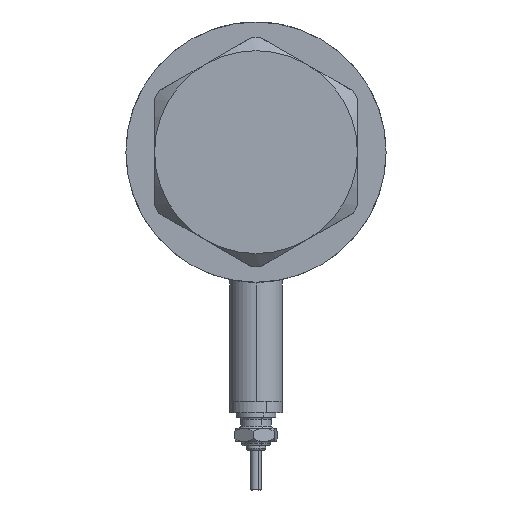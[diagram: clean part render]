
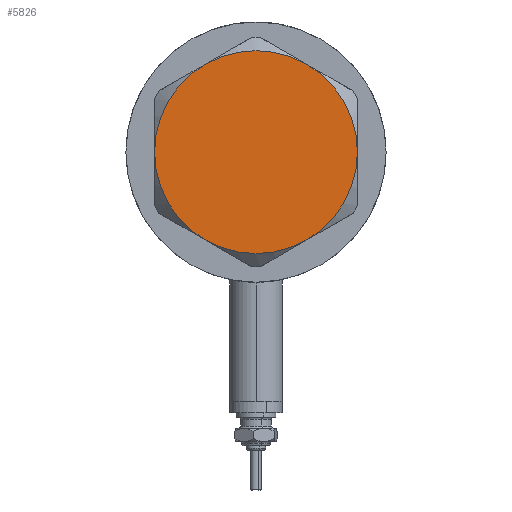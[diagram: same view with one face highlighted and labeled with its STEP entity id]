
A CAD part, left-side view. The second image highlights one B-rep face of the part: STEP entity #5826.
In plain terms, the highlighted face is planar.
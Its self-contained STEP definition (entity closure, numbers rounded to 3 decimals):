
#105 = VERTEX_POINT ( 'NONE', #4095 ) ;
#176 = CARTESIAN_POINT ( 'NONE',  ( -11.5, 19.919, 13. ) ) ;
#664 = AXIS2_PLACEMENT_3D ( 'NONE', #1439, #2715, #2333 ) ;
#728 = AXIS2_PLACEMENT_3D ( 'NONE', #3091, #1717, #3958 ) ;
#792 = VERTEX_POINT ( 'NONE', #5249 ) ;
#797 = DIRECTION ( 'NONE',  ( 1., 0., 0. ) ) ;
#846 = CIRCLE ( 'NONE', #664, 23. ) ;
#888 = EDGE_CURVE ( 'NONE', #105, #3007, #5895, .T. ) ;
#915 = DIRECTION ( 'NONE',  ( 1., 0., 0. ) ) ;
#940 = ORIENTED_EDGE ( 'NONE', *, *, #5041, .T. ) ;
#1232 = DIRECTION ( 'NONE',  ( 1., 0., 0. ) ) ;
#1402 = AXIS2_PLACEMENT_3D ( 'NONE', #2878, #5851, #1232 ) ;
#1439 = CARTESIAN_POINT ( 'NONE',  ( 0., 0., 13. ) ) ;
#1533 = EDGE_CURVE ( 'NONE', #1655, #105, #2368, .T. ) ;
#1655 = VERTEX_POINT ( 'NONE', #2522 ) ;
#1717 = DIRECTION ( 'NONE',  ( 0., 0., 1. ) ) ;
#1803 = CIRCLE ( 'NONE', #2946, 23. ) ;
#2035 = DIRECTION ( 'NONE',  ( 0., 0., 1. ) ) ;
#2041 = EDGE_CURVE ( 'NONE', #792, #3256, #1803, .T. ) ;
#2242 = AXIS2_PLACEMENT_3D ( 'NONE', #2712, #4542, #915 ) ;
#2270 = DIRECTION ( 'NONE',  ( 0., 0., 1. ) ) ;
#2327 = EDGE_CURVE ( 'NONE', #5513, #792, #4835, .T. ) ;
#2333 = DIRECTION ( 'NONE',  ( 1., 0., 0. ) ) ;
#2334 = ORIENTED_EDGE ( 'NONE', *, *, #2041, .T. ) ;
#2368 = CIRCLE ( 'NONE', #3525, 23. ) ;
#2489 = EDGE_LOOP ( 'NONE', ( #3297, #2623, #3970, #4036, #2334, #940 ) ) ;
#2509 = CARTESIAN_POINT ( 'NONE',  ( -11.5, -19.919, 13. ) ) ;
#2522 = CARTESIAN_POINT ( 'NONE',  ( 11.5, -19.919, 13. ) ) ;
#2623 = ORIENTED_EDGE ( 'NONE', *, *, #888, .T. ) ;
#2712 = CARTESIAN_POINT ( 'NONE',  ( 0., 0., 13. ) ) ;
#2715 = DIRECTION ( 'NONE',  ( 0., 0., 1. ) ) ;
#2878 = CARTESIAN_POINT ( 'NONE',  ( 0., 0., 13. ) ) ;
#2925 = CIRCLE ( 'NONE', #2242, 23. ) ;
#2946 = AXIS2_PLACEMENT_3D ( 'NONE', #5794, #2035, #3863 ) ;
#3007 = VERTEX_POINT ( 'NONE', #5870 ) ;
#3058 = CARTESIAN_POINT ( 'NONE',  ( 0., 0., 13. ) ) ;
#3083 = PLANE ( 'NONE',  #3599 ) ;
#3091 = CARTESIAN_POINT ( 'NONE',  ( 0., 0., 13. ) ) ;
#3256 = VERTEX_POINT ( 'NONE', #2509 ) ;
#3297 = ORIENTED_EDGE ( 'NONE', *, *, #1533, .T. ) ;
#3525 = AXIS2_PLACEMENT_3D ( 'NONE', #3716, #4275, #4724 ) ;
#3599 = AXIS2_PLACEMENT_3D ( 'NONE', #3058, #2270, #797 ) ;
#3716 = CARTESIAN_POINT ( 'NONE',  ( 0., 0., 13. ) ) ;
#3863 = DIRECTION ( 'NONE',  ( 1., 0., 0. ) ) ;
#3958 = DIRECTION ( 'NONE',  ( 1., 0., 0. ) ) ;
#3970 = ORIENTED_EDGE ( 'NONE', *, *, #5368, .T. ) ;
#4036 = ORIENTED_EDGE ( 'NONE', *, *, #2327, .T. ) ;
#4041 = FACE_OUTER_BOUND ( 'NONE', #2489, .T. ) ;
#4095 = CARTESIAN_POINT ( 'NONE',  ( 23., 0., 13. ) ) ;
#4275 = DIRECTION ( 'NONE',  ( 0., 0., 1. ) ) ;
#4542 = DIRECTION ( 'NONE',  ( 0., 0., 1. ) ) ;
#4724 = DIRECTION ( 'NONE',  ( 1., 0., 0. ) ) ;
#4835 = CIRCLE ( 'NONE', #1402, 23. ) ;
#5041 = EDGE_CURVE ( 'NONE', #3256, #1655, #846, .T. ) ;
#5249 = CARTESIAN_POINT ( 'NONE',  ( -23., 0., 13. ) ) ;
#5368 = EDGE_CURVE ( 'NONE', #3007, #5513, #2925, .T. ) ;
#5513 = VERTEX_POINT ( 'NONE', #176 ) ;
#5794 = CARTESIAN_POINT ( 'NONE',  ( 0., 0., 13. ) ) ;
#5826 = ADVANCED_FACE ( 'NONE', ( #4041 ), #3083, .T. ) ;
#5851 = DIRECTION ( 'NONE',  ( 0., 0., 1. ) ) ;
#5870 = CARTESIAN_POINT ( 'NONE',  ( 11.5, 19.919, 13. ) ) ;
#5895 = CIRCLE ( 'NONE', #728, 23. ) ;
